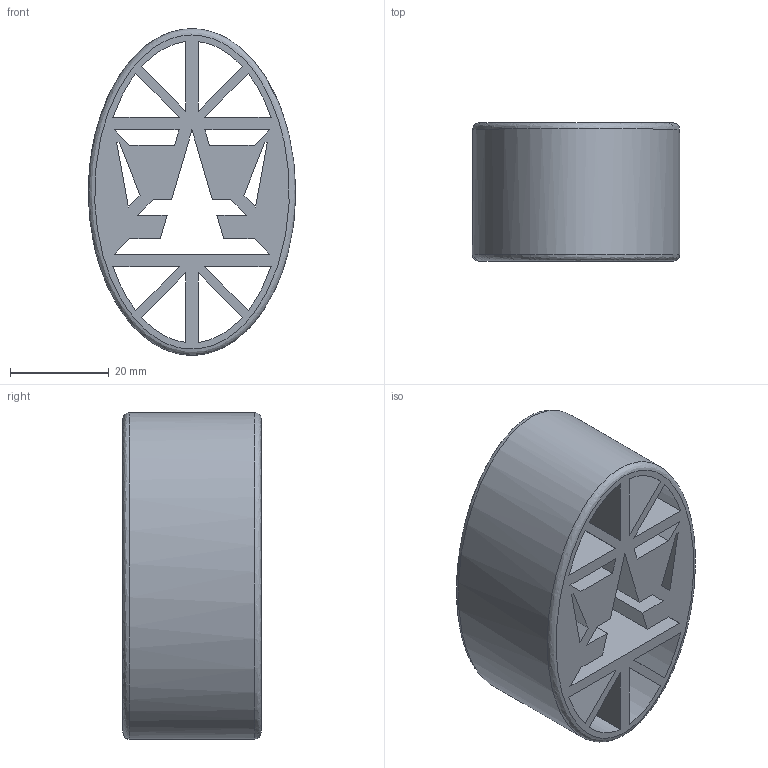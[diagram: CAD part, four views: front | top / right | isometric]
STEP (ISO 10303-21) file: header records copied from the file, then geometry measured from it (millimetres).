
FILE_DESCRIPTION(/* description */ (''),/* implementation_level */ '2;1');
FILE_NAME(/* name */ 'EGG v5.step',/* time_stamp */ '2024-09-13T04:28:11-05:00',/* author */ (''),/* organization */ (''),/* preprocessor_version */ 'ST-DEVELOPER v20',/* originating_system */ 'Autodesk Translation Framework v13.14.0.145',/* authorisation */ '');
FILE_SCHEMA (('AUTOMOTIVE_DESIGN { 1 0 10303 214 3 1 1 }'));
Length unit declared in the file: inch
Products named in the file (1): GelSaver
Bounding box: 41.9 x 27.94 x 66.04 mm (x, y, z)
Volume: 35502.8 mm3; surface area: 21967.1 mm2
Topology: 1 solids, 1 shells, 60 faces, 172 edges, 114 vertices
Faces by surface type: plane 49, bspline 11
Entity records: 2379 total; most frequent: CARTESIAN_POINT 762, ORIENTED_EDGE 344, DIRECTION 286, EDGE_CURVE 172, LINE 150, VECTOR 150, VERTEX_POINT 114, EDGE_LOOP 86
